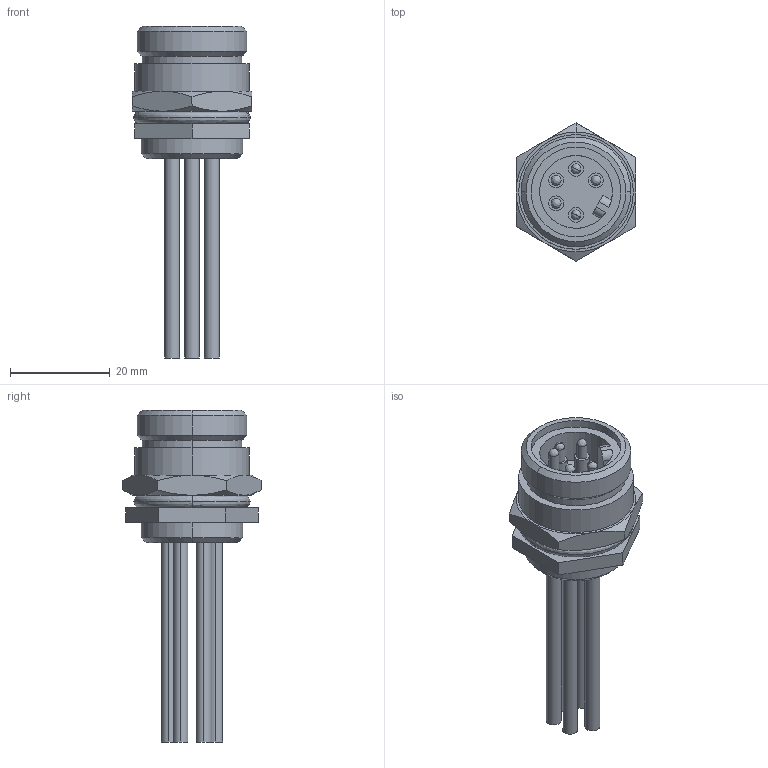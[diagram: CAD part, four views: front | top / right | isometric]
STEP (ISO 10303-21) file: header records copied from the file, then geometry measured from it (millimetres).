
FILE_DESCRIPTION (( 'STEP AP203' ), '1' );
FILE_NAME ('P345.STEP', '2020-04-15T06:34:35', ( 'edpusr' ), ( 'Microsoft' ), 'SwSTEP 2.0', 'SolidWorks 2015', '' );
FILE_SCHEMA (( 'CONFIG_CONTROL_DESIGN' ));
Length unit declared in the file: millimetre
Products named in the file (1): P345
Bounding box: 24 x 27.71 x 66.6 mm (x, y, z)
Volume: 10637.3 mm3; surface area: 7804.1 mm2
Topology: 2 solids, 2 shells, 121 faces, 274 edges, 167 vertices
Faces by surface type: cylinder 49, plane 38, cone 21, bspline 13
Entity records: 3637 total; most frequent: CARTESIAN_POINT 890, DIRECTION 595, ORIENTED_EDGE 520, EDGE_CURVE 260, AXIS2_PLACEMENT_3D 252, VERTEX_POINT 167, EDGE_LOOP 145, CIRCLE 143
